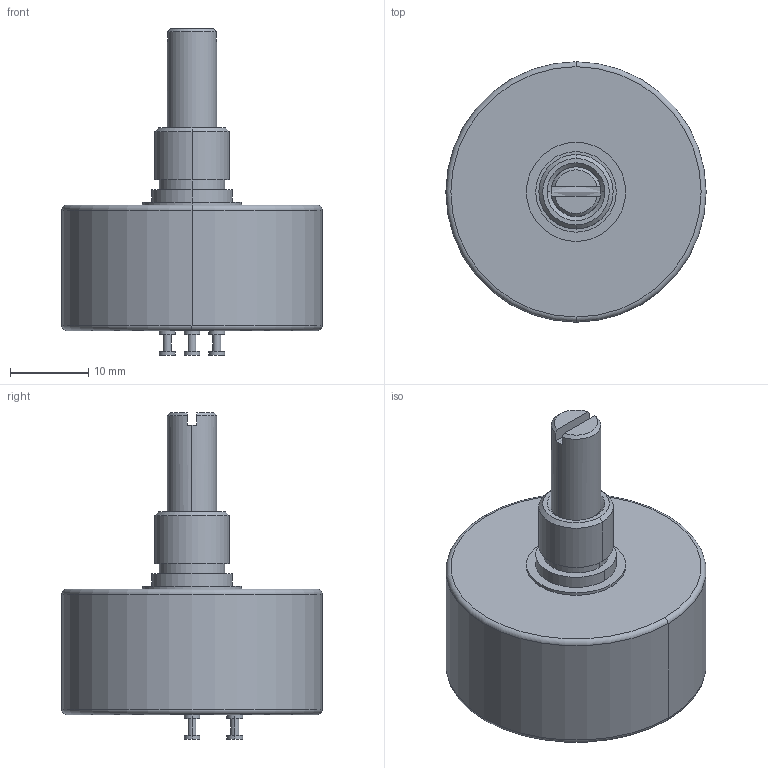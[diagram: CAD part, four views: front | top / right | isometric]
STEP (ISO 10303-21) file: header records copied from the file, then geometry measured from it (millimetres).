
FILE_DESCRIPTION((''),'2;1');
FILE_NAME('6657S-1','2010-11-08T',('RICKB'),('Bourns, Inc.'),'PRO/ENGINEER BY PARAMETRIC TECHNOLOGY CORPORATION, 2010100','PRO/ENGINEER BY PARAMETRIC TECHNOLOGY CORPORATION, 2010100','');
FILE_SCHEMA(('CONFIG_CONTROL_DESIGN'));
Length unit declared in the file: inch
Products named in the file (1): 6657S-1
Bounding box: 33.34 x 33.34 x 41.86 mm (x, y, z)
Volume: 15137.8 mm3; surface area: 4031.3 mm2
Topology: 1 solids, 1 shells, 70 faces, 144 edges, 94 vertices
Faces by surface type: cylinder 37, plane 23, cone 6, torus 4
Entity records: 1948 total; most frequent: DIRECTION 366, CARTESIAN_POINT 342, ORIENTED_EDGE 288, AXIS2_PLACEMENT_3D 160, EDGE_CURVE 144, VERTEX_POINT 94, CIRCLE 90, EDGE_LOOP 88
